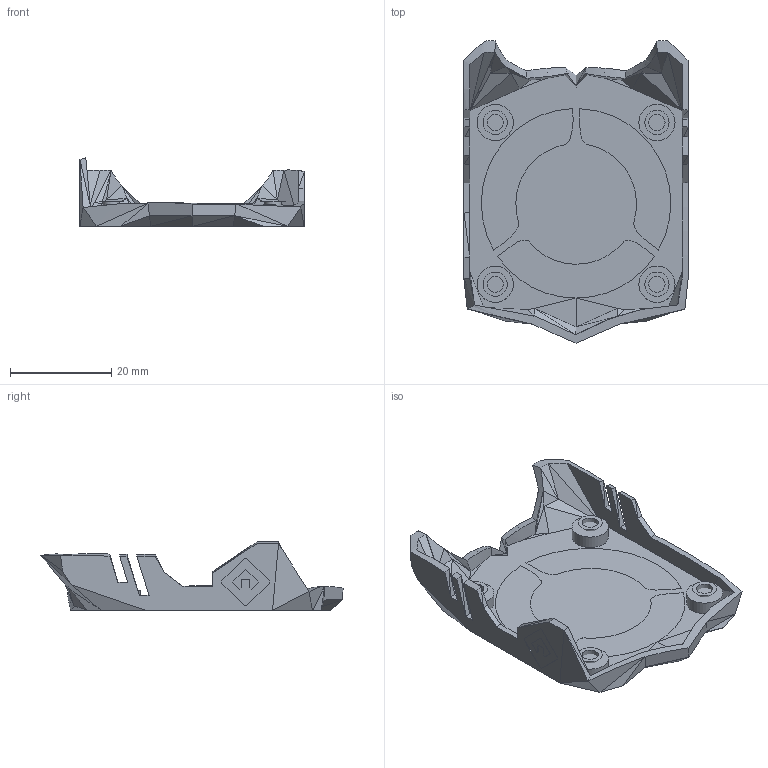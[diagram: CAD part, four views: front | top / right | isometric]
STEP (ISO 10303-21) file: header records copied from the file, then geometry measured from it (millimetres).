
FILE_DESCRIPTION(/* description */ (''),/* implementation_level */ '2;1');
FILE_NAME(/* name */ 'ratrig_eva3_shroud.step',/* time_stamp */ '2022-11-29T15:20:38Z',/* author */ (''),/* organization */ (''),/* preprocessor_version */ 'ST-DEVELOPER v19.2',/* originating_system */ 'Autodesk Translation Framework v11.17.0.187',/* authorisation */ '');
FILE_SCHEMA (('AUTOMOTIVE_DESIGN { 1 0 10303 214 3 1 1 }'));
Length unit declared in the file: millimetre
Products named in the file (1): ratrig_eva3_shroud
Bounding box: 44.36 x 59.78 x 13.58 mm (x, y, z)
Volume: 3460.6 mm3; surface area: 7731.7 mm2
Topology: 4 solids, 5 shells, 264 faces, 587 edges, 342 vertices
Faces by surface type: plane 221, cylinder 15, cone 14, sphere 8, bspline 6
Full cylindrical faces by diameter (mm): 3.2 x4, 5.76 x4, 7.166 x4
Entity records: 9274 total; most frequent: CARTESIAN_POINT 3588, DIRECTION 1153, ORIENTED_EDGE 1150, EDGE_CURVE 575, LINE 413, VECTOR 413, AXIS2_PLACEMENT_3D 370, VERTEX_POINT 341
